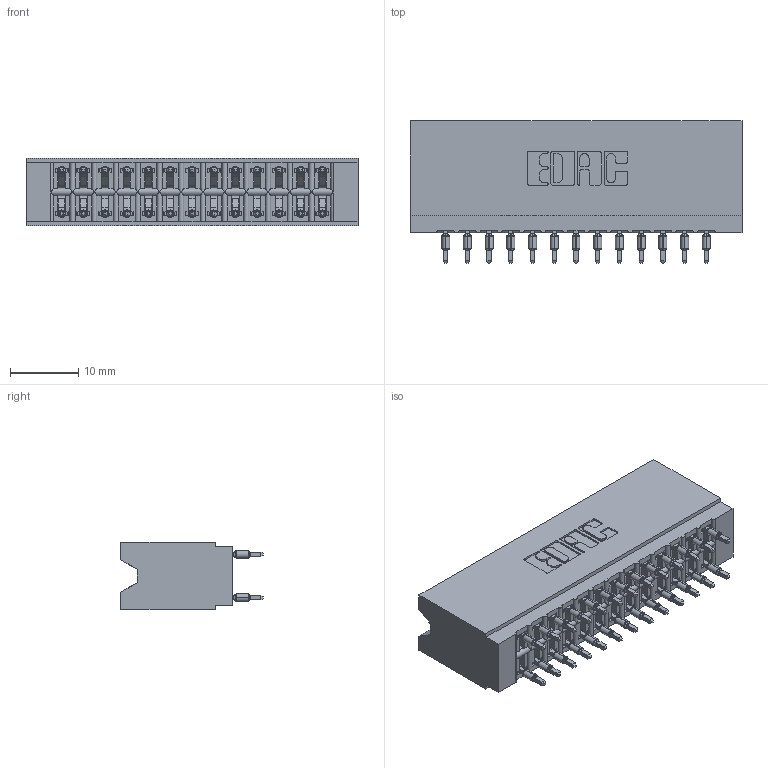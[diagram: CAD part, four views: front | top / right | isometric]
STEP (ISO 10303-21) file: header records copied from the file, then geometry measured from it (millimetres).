
FILE_DESCRIPTION (( 'STEP AP203' ), '1' );
FILE_NAME ('746-026-520-606.STEP', '2026-02-26T23:06:42', ( '' ), ( '' ), 'SwSTEP 2.0', 'SolidWorks 2023', '' );
FILE_SCHEMA (( 'CONFIG_CONTROL_DESIGN' ));
Length unit declared in the file: millimetre
Products named in the file (3): 746 Part_.340 Slot Depth - 06; 746-026-520-606; 746-292-001_520
Assembly tree (27 placements, depth 2):
  746-026-520-606
    746 Part_.340 Slot Depth - 06
    746-292-001_520  x26
Bounding box: 48.51 x 20.82 x 9.91 mm (x, y, z)
Volume: 5698.6 mm3; surface area: 7714.6 mm2
Topology: 27 solids, 27 shells, 2425 faces, 6661 edges, 4244 vertices
Faces by surface type: plane 1252, bspline 520, cylinder 497, torus 156
Entity records: 24171 total; most frequent: CARTESIAN_POINT 5058, ORIENTED_EDGE 4072, DIRECTION 3450, EDGE_CURVE 2036, VECTOR 1722, LINE 1722, VERTEX_POINT 1344, AXIS2_PLACEMENT_3D 864
